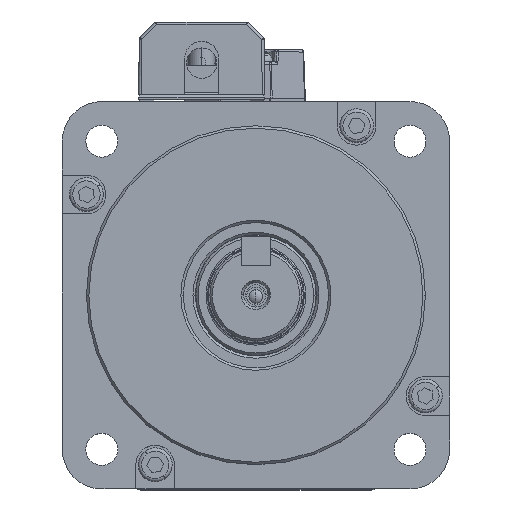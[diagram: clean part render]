
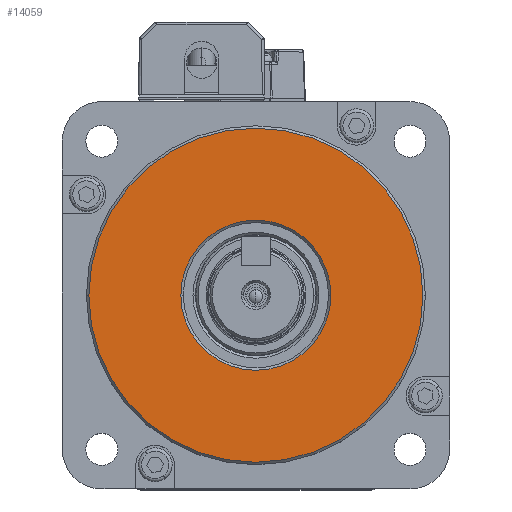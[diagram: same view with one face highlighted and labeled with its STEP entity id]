
A CAD part, top view. The second image highlights one B-rep face of the part: STEP entity #14059.
In plain terms, the highlighted planar face has unit normal (0, 0, 1).
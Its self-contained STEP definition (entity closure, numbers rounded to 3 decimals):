
#83 = EDGE_CURVE ( 'NONE', #683, #20373, #4511, .T. ) ;
#598 = CARTESIAN_POINT ( 'NONE',  ( -1.14, -6.169, 139.3 ) ) ;
#683 = VERTEX_POINT ( 'NONE', #6217 ) ;
#2977 = FACE_BOUND ( 'NONE', #19955, .T. ) ;
#4511 = CIRCLE ( 'NONE', #23575, 15.5 ) ;
#6217 = CARTESIAN_POINT ( 'NONE',  ( -16.64, -6.169, 139.3 ) ) ;
#7190 = AXIS2_PLACEMENT_3D ( 'NONE', #18712, #18216, #18192 ) ;
#7601 = CARTESIAN_POINT ( 'NONE',  ( -1.14, -6.169, 139.3 ) ) ;
#7698 = AXIS2_PLACEMENT_3D ( 'NONE', #19417, #8293, #21264 ) ;
#8293 = DIRECTION ( 'NONE',  ( 0., 0., 1. ) ) ;
#8962 = DIRECTION ( 'NONE',  ( 1., 0., 0. ) ) ;
#9005 = EDGE_LOOP ( 'NONE', ( #10803, #11022 ) ) ;
#9009 = DIRECTION ( 'NONE',  ( 0., 0., 1. ) ) ;
#9045 = CARTESIAN_POINT ( 'NONE',  ( -1.14, -6.169, 139.3 ) ) ;
#9305 = DIRECTION ( 'NONE',  ( 0., 0., -1. ) ) ;
#9580 = CARTESIAN_POINT ( 'NONE',  ( -35.64, -6.169, 139.3 ) ) ;
#9933 = VERTEX_POINT ( 'NONE', #13931 ) ;
#10803 = ORIENTED_EDGE ( 'NONE', *, *, #16611, .T. ) ;
#10973 = EDGE_CURVE ( 'NONE', #20373, #683, #15925, .T. ) ;
#11022 = ORIENTED_EDGE ( 'NONE', *, *, #20363, .T. ) ;
#11872 = DIRECTION ( 'NONE',  ( 0., 0., -1. ) ) ;
#12330 = ORIENTED_EDGE ( 'NONE', *, *, #10973, .T. ) ;
#13931 = CARTESIAN_POINT ( 'NONE',  ( 33.36, -6.169, 139.3 ) ) ;
#13932 = CIRCLE ( 'NONE', #15524, 34.5 ) ;
#14059 = ADVANCED_FACE ( 'NONE', ( #2977, #16310 ), #18343, .T. ) ;
#14486 = VERTEX_POINT ( 'NONE', #9580 ) ;
#14910 = DIRECTION ( 'NONE',  ( 1., 0., 0. ) ) ;
#15524 = AXIS2_PLACEMENT_3D ( 'NONE', #9045, #9009, #8962 ) ;
#15726 = CARTESIAN_POINT ( 'NONE',  ( 14.36, -6.169, 139.3 ) ) ;
#15906 = ORIENTED_EDGE ( 'NONE', *, *, #83, .T. ) ;
#15925 = CIRCLE ( 'NONE', #20081, 15.5 ) ;
#16019 = DIRECTION ( 'NONE',  ( 1., 0., 0. ) ) ;
#16310 = FACE_OUTER_BOUND ( 'NONE', #9005, .T. ) ;
#16611 = EDGE_CURVE ( 'NONE', #14486, #9933, #13932, .T. ) ;
#18192 = DIRECTION ( 'NONE',  ( 1., 0., 0. ) ) ;
#18216 = DIRECTION ( 'NONE',  ( 0., 0., 1. ) ) ;
#18343 = PLANE ( 'NONE',  #7190 ) ;
#18712 = CARTESIAN_POINT ( 'NONE',  ( -41.14, -46.169, 139.3 ) ) ;
#19417 = CARTESIAN_POINT ( 'NONE',  ( -1.14, -6.169, 139.3 ) ) ;
#19955 = EDGE_LOOP ( 'NONE', ( #12330, #15906 ) ) ;
#20081 = AXIS2_PLACEMENT_3D ( 'NONE', #7601, #11872, #14910 ) ;
#20363 = EDGE_CURVE ( 'NONE', #9933, #14486, #20984, .T. ) ;
#20373 = VERTEX_POINT ( 'NONE', #15726 ) ;
#20984 = CIRCLE ( 'NONE', #7698, 34.5 ) ;
#21264 = DIRECTION ( 'NONE',  ( 1., 0., 0. ) ) ;
#23575 = AXIS2_PLACEMENT_3D ( 'NONE', #598, #9305, #16019 ) ;
